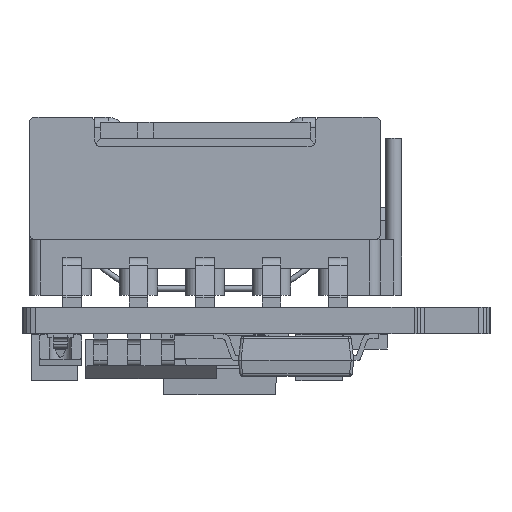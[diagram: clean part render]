
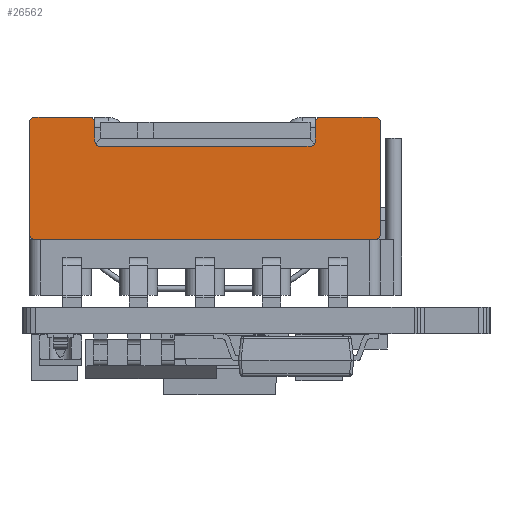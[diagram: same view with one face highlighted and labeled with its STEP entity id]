
A CAD part, left-side view. The second image highlights one B-rep face of the part: STEP entity #26562.
In plain terms, the highlighted planar face has unit normal (-1, 0, 0).
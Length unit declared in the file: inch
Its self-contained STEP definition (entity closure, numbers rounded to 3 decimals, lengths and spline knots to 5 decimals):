
#627 = AXIS2_PLACEMENT_3D ( 'NONE', #15611, #8594, #20174 ) ;
#829 = DIRECTION ( 'NONE',  ( 0., 1., 0. ) ) ;
#1377 = CARTESIAN_POINT ( 'NONE',  ( 2.66827, 1.55696, 0.24606 ) ) ;
#1744 = DIRECTION ( 'NONE',  ( 0., 0., 1. ) ) ;
#2049 = AXIS2_PLACEMENT_3D ( 'NONE', #40626, #7388, #36983 ) ;
#2919 = VERTEX_POINT ( 'NONE', #18601 ) ;
#3301 = VERTEX_POINT ( 'NONE', #1377 ) ;
#3474 = EDGE_CURVE ( 'NONE', #28151, #22660, #25258, .T. ) ;
#3641 = DIRECTION ( 'NONE',  ( 1., 0., 0. ) ) ;
#4024 = DIRECTION ( 'NONE',  ( 0., 0., 1. ) ) ;
#4230 = ORIENTED_EDGE ( 'NONE', *, *, #14909, .F. ) ;
#4336 = CARTESIAN_POINT ( 'NONE',  ( 2.66827, 1.56483, 0.23819 ) ) ;
#4879 = CARTESIAN_POINT ( 'NONE',  ( 2.66827, 1.88373, 0.24606 ) ) ;
#5381 = CARTESIAN_POINT ( 'NONE',  ( 2.66827, 1.87586, 0.24606 ) ) ;
#6329 = EDGE_CURVE ( 'NONE', #28151, #45173, #36610, .T. ) ;
#6332 = CARTESIAN_POINT ( 'NONE',  ( 2.66827, 1.44476, 0.05906 ) ) ;
#6603 = CARTESIAN_POINT ( 'NONE',  ( 2.66827, 1.55696, 0.27362 ) ) ;
#7005 = VERTEX_POINT ( 'NONE', #7409 ) ;
#7388 = DIRECTION ( 'NONE',  ( 1., 0., 0. ) ) ;
#7409 = CARTESIAN_POINT ( 'NONE',  ( 2.66827, 1.88373, 0.27362 ) ) ;
#7877 = LINE ( 'NONE', #33543, #45206 ) ;
#8594 = DIRECTION ( 'NONE',  ( -1., 0., 0. ) ) ;
#8772 = EDGE_CURVE ( 'NONE', #40383, #45173, #18264, .T. ) ;
#9016 = VECTOR ( 'NONE', #4024, 39.37008 ) ;
#9859 = AXIS2_PLACEMENT_3D ( 'NONE', #30314, #16633, #24099 ) ;
#9979 = ORIENTED_EDGE ( 'NONE', *, *, #15429, .T. ) ;
#10092 = AXIS2_PLACEMENT_3D ( 'NONE', #25453, #3641, #33454 ) ;
#10311 = VERTEX_POINT ( 'NONE', #23064 ) ;
#10331 = EDGE_CURVE ( 'NONE', #36230, #2919, #12180, .T. ) ;
#10544 = CARTESIAN_POINT ( 'NONE',  ( 2.66827, 1.55696, 0.27362 ) ) ;
#10547 = AXIS2_PLACEMENT_3D ( 'NONE', #10941, #22763, #41277 ) ;
#10870 = CIRCLE ( 'NONE', #21632, 0.00787 ) ;
#10940 = CARTESIAN_POINT ( 'NONE',  ( 2.66827, 1.46838, 0.10827 ) ) ;
#10941 = CARTESIAN_POINT ( 'NONE',  ( 2.66827, 1.54909, 0.27362 ) ) ;
#11115 = VECTOR ( 'NONE', #19023, 39.37008 ) ;
#11958 = DIRECTION ( 'NONE',  ( 0., 0., -1. ) ) ;
#12180 = CIRCLE ( 'NONE', #39278, 0.00787 ) ;
#12636 = DIRECTION ( 'NONE',  ( -1., 0., 0. ) ) ;
#12706 = ORIENTED_EDGE ( 'NONE', *, *, #17711, .F. ) ;
#13014 = VERTEX_POINT ( 'NONE', #29839 ) ;
#14043 = CARTESIAN_POINT ( 'NONE',  ( 2.66827, 1.97232, 0.10827 ) ) ;
#14146 = CARTESIAN_POINT ( 'NONE',  ( 2.66827, 1.98019, 0.10827 ) ) ;
#14266 = ORIENTED_EDGE ( 'NONE', *, *, #3474, .F. ) ;
#14645 = EDGE_CURVE ( 'NONE', #39578, #10311, #16495, .T. ) ;
#14909 = EDGE_CURVE ( 'NONE', #17688, #40973, #40929, .T. ) ;
#15312 = AXIS2_PLACEMENT_3D ( 'NONE', #14043, #36371, #28816 ) ;
#15429 = EDGE_CURVE ( 'NONE', #17688, #42832, #21641, .T. ) ;
#15611 = CARTESIAN_POINT ( 'NONE',  ( 2.66827, 1.56483, 0.24606 ) ) ;
#15789 = DIRECTION ( 'NONE',  ( 0., 1., 0. ) ) ;
#16322 = CARTESIAN_POINT ( 'NONE',  ( 2.66827, 1.98019, 0.27362 ) ) ;
#16495 = LINE ( 'NONE', #45848, #31512 ) ;
#16633 = DIRECTION ( 'NONE',  ( 1., 0., 0. ) ) ;
#16809 = CARTESIAN_POINT ( 'NONE',  ( 2.66827, 1.54909, 0.2815 ) ) ;
#17688 = VERTEX_POINT ( 'NONE', #33472 ) ;
#17711 = EDGE_CURVE ( 'NONE', #13014, #42832, #10870, .T. ) ;
#18214 = ORIENTED_EDGE ( 'NONE', *, *, #22024, .F. ) ;
#18264 = CIRCLE ( 'NONE', #10547, 0.00787 ) ;
#18279 = EDGE_CURVE ( 'NONE', #47303, #2919, #25592, .T. ) ;
#18299 = EDGE_LOOP ( 'NONE', ( #9979, #12706, #27437, #14266, #41625, #44024, #38110, #43307, #27371, #36215, #46519, #18214, #23713, #34769, #44329, #4230 ) ) ;
#18601 = CARTESIAN_POINT ( 'NONE',  ( 2.66827, 1.87586, 0.23819 ) ) ;
#19023 = DIRECTION ( 'NONE',  ( 0., 0., -1. ) ) ;
#19303 = CARTESIAN_POINT ( 'NONE',  ( 2.66827, 1.88373, 0.24606 ) ) ;
#19703 = EDGE_CURVE ( 'NONE', #30358, #40973, #7877, .T. ) ;
#19810 = CARTESIAN_POINT ( 'NONE',  ( 2.66827, 1.46838, 0.2815 ) ) ;
#20174 = DIRECTION ( 'NONE',  ( 0., 0., -1. ) ) ;
#21632 = AXIS2_PLACEMENT_3D ( 'NONE', #10940, #47808, #32738 ) ;
#21641 = LINE ( 'NONE', #43545, #28518 ) ;
#22024 = EDGE_CURVE ( 'NONE', #39578, #7005, #33066, .T. ) ;
#22498 = CARTESIAN_POINT ( 'NONE',  ( 2.66827, 1.46838, 0.2815 ) ) ;
#22552 = VECTOR ( 'NONE', #26082, 39.37008 ) ;
#22660 = VERTEX_POINT ( 'NONE', #24221 ) ;
#22763 = DIRECTION ( 'NONE',  ( 1., 0., 0. ) ) ;
#22899 = LINE ( 'NONE', #19303, #9016 ) ;
#23064 = CARTESIAN_POINT ( 'NONE',  ( 2.66827, 1.97232, 0.2815 ) ) ;
#23140 = CARTESIAN_POINT ( 'NONE',  ( 2.66827, 1.46838, 0.10039 ) ) ;
#23335 = VECTOR ( 'NONE', #40768, 39.37008 ) ;
#23672 = LINE ( 'NONE', #24647, #46804 ) ;
#23713 = ORIENTED_EDGE ( 'NONE', *, *, #14645, .T. ) ;
#24099 = DIRECTION ( 'NONE',  ( 0., 0., 1. ) ) ;
#24221 = CARTESIAN_POINT ( 'NONE',  ( 2.66827, 1.4605, 0.27362 ) ) ;
#24480 = FACE_OUTER_BOUND ( 'NONE', #18299, .T. ) ;
#24647 = CARTESIAN_POINT ( 'NONE',  ( 2.66827, 1.4605, 0.10827 ) ) ;
#25258 = CIRCLE ( 'NONE', #2049, 0.00787 ) ;
#25453 = CARTESIAN_POINT ( 'NONE',  ( 2.66827, 1.97232, 0.27362 ) ) ;
#25592 = LINE ( 'NONE', #36287, #22552 ) ;
#25804 = DIRECTION ( 'NONE',  ( 0., -1., 0. ) ) ;
#26082 = DIRECTION ( 'NONE',  ( 0., 1., 0. ) ) ;
#26562 = ADVANCED_FACE ( 'NONE', ( #24480 ), #42960, .T. ) ;
#26936 = CIRCLE ( 'NONE', #627, 0.00787 ) ;
#27371 = ORIENTED_EDGE ( 'NONE', *, *, #18279, .T. ) ;
#27437 = ORIENTED_EDGE ( 'NONE', *, *, #36548, .T. ) ;
#27852 = CIRCLE ( 'NONE', #10092, 0.00787 ) ;
#28151 = VERTEX_POINT ( 'NONE', #19810 ) ;
#28343 = EDGE_CURVE ( 'NONE', #36230, #7005, #22899, .T. ) ;
#28518 = VECTOR ( 'NONE', #25804, 39.37008 ) ;
#28816 = DIRECTION ( 'NONE',  ( 0., 0., -1. ) ) ;
#28936 = LINE ( 'NONE', #10544, #11115 ) ;
#29549 = EDGE_CURVE ( 'NONE', #47303, #3301, #26936, .T. ) ;
#29839 = CARTESIAN_POINT ( 'NONE',  ( 2.66827, 1.4605, 0.10827 ) ) ;
#30314 = CARTESIAN_POINT ( 'NONE',  ( 2.66827, 1.89161, 0.27362 ) ) ;
#30358 = VERTEX_POINT ( 'NONE', #16322 ) ;
#30948 = EDGE_CURVE ( 'NONE', #30358, #10311, #27852, .T. ) ;
#31512 = VECTOR ( 'NONE', #15789, 39.37008 ) ;
#32738 = DIRECTION ( 'NONE',  ( 0., -1., 0. ) ) ;
#33066 = CIRCLE ( 'NONE', #9859, 0.00787 ) ;
#33454 = DIRECTION ( 'NONE',  ( 0., 1., 0. ) ) ;
#33472 = CARTESIAN_POINT ( 'NONE',  ( 2.66827, 1.97232, 0.10039 ) ) ;
#33543 = CARTESIAN_POINT ( 'NONE',  ( 2.66827, 1.98019, 0.27362 ) ) ;
#34769 = ORIENTED_EDGE ( 'NONE', *, *, #30948, .F. ) ;
#35656 = EDGE_CURVE ( 'NONE', #40383, #3301, #28936, .T. ) ;
#36215 = ORIENTED_EDGE ( 'NONE', *, *, #10331, .F. ) ;
#36230 = VERTEX_POINT ( 'NONE', #4879 ) ;
#36287 = CARTESIAN_POINT ( 'NONE',  ( 2.66827, 1.56483, 0.23819 ) ) ;
#36371 = DIRECTION ( 'NONE',  ( 1., 0., 0. ) ) ;
#36548 = EDGE_CURVE ( 'NONE', #13014, #22660, #23672, .T. ) ;
#36610 = LINE ( 'NONE', #22498, #23335 ) ;
#36983 = DIRECTION ( 'NONE',  ( 0., 0., 1. ) ) ;
#38110 = ORIENTED_EDGE ( 'NONE', *, *, #35656, .T. ) ;
#38377 = CARTESIAN_POINT ( 'NONE',  ( 2.66827, 1.89161, 0.2815 ) ) ;
#38773 = DIRECTION ( 'NONE',  ( 0., 0., 1. ) ) ;
#39278 = AXIS2_PLACEMENT_3D ( 'NONE', #5381, #41349, #829 ) ;
#39578 = VERTEX_POINT ( 'NONE', #38377 ) ;
#40383 = VERTEX_POINT ( 'NONE', #6603 ) ;
#40499 = AXIS2_PLACEMENT_3D ( 'NONE', #6332, #12636, #1744 ) ;
#40626 = CARTESIAN_POINT ( 'NONE',  ( 2.66827, 1.46838, 0.27362 ) ) ;
#40768 = DIRECTION ( 'NONE',  ( 0., 1., 0. ) ) ;
#40929 = CIRCLE ( 'NONE', #15312, 0.00787 ) ;
#40973 = VERTEX_POINT ( 'NONE', #14146 ) ;
#41277 = DIRECTION ( 'NONE',  ( 0., 1., 0. ) ) ;
#41349 = DIRECTION ( 'NONE',  ( -1., 0., 0. ) ) ;
#41625 = ORIENTED_EDGE ( 'NONE', *, *, #6329, .T. ) ;
#42832 = VERTEX_POINT ( 'NONE', #23140 ) ;
#42960 = PLANE ( 'NONE',  #40499 ) ;
#43307 = ORIENTED_EDGE ( 'NONE', *, *, #29549, .F. ) ;
#43545 = CARTESIAN_POINT ( 'NONE',  ( 2.66827, 1.97232, 0.10039 ) ) ;
#44024 = ORIENTED_EDGE ( 'NONE', *, *, #8772, .F. ) ;
#44329 = ORIENTED_EDGE ( 'NONE', *, *, #19703, .T. ) ;
#45173 = VERTEX_POINT ( 'NONE', #16809 ) ;
#45206 = VECTOR ( 'NONE', #11958, 39.37008 ) ;
#45848 = CARTESIAN_POINT ( 'NONE',  ( 2.66827, 1.89161, 0.2815 ) ) ;
#46519 = ORIENTED_EDGE ( 'NONE', *, *, #28343, .T. ) ;
#46804 = VECTOR ( 'NONE', #38773, 39.37008 ) ;
#47303 = VERTEX_POINT ( 'NONE', #4336 ) ;
#47808 = DIRECTION ( 'NONE',  ( 1., 0., 0. ) ) ;
